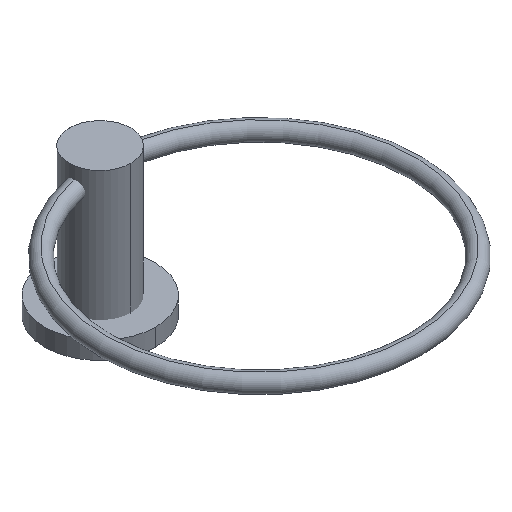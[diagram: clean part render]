
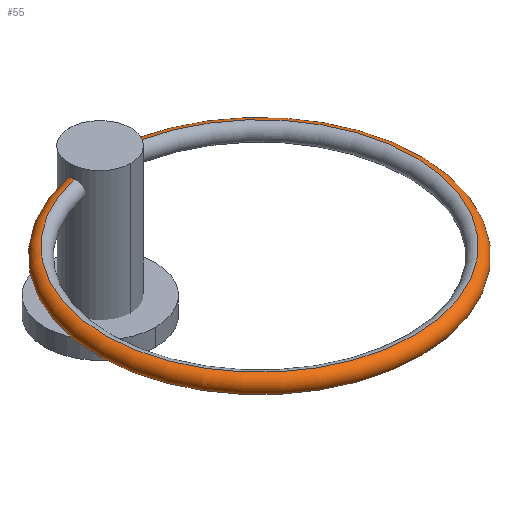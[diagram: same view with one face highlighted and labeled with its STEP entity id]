
A CAD part, isometric view. The second image highlights one B-rep face of the part: STEP entity #55.
In plain terms, the highlighted toroidal (fillet/blend) face has major radius 84.138 mm and minor radius 4.763 mm.
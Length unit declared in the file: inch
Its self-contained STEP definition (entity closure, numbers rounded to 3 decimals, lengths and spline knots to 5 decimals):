
#2=CARTESIAN_POINT('',(-0.1156,-0.00202,0.));
#3=DIRECTION('',(0.999,0.035,0.));
#4=DIRECTION('',(0.,0.,-1.));
#5=AXIS2_PLACEMENT_3D('',#2,#3,#4);
#7=CARTESIAN_POINT('',(0.1156,-0.00202,0.));
#8=DIRECTION('',(-0.999,0.035,0.));
#9=DIRECTION('',(0.,0.,1.));
#10=AXIS2_PLACEMENT_3D('',#7,#8,#9);
#12=CARTESIAN_POINT('',(0.,-3.3125,0.1875));
#13=DIRECTION('',(0.,0.,-1.));
#14=DIRECTION('',(0.035,0.999,0.));
#15=AXIS2_PLACEMENT_3D('',#12,#13,#14);
#22=CARTESIAN_POINT('',(0.,-3.3125,-0.1875));
#23=DIRECTION('',(0.,0.,1.));
#24=DIRECTION('',(-0.035,0.999,0.));
#25=AXIS2_PLACEMENT_3D('',#22,#23,#24);
#32=CARTESIAN_POINT('',(0.1156,-0.00202,0.1875));
#33=CARTESIAN_POINT('',(0.1156,-0.00202,-0.1875));
#34=VERTEX_POINT('',#32);
#35=VERTEX_POINT('',#33);
#36=CARTESIAN_POINT('',(-0.1156,-0.00202,-0.1875));
#37=CARTESIAN_POINT('',(-0.1156,-0.00202,0.1875));
#38=VERTEX_POINT('',#36);
#39=VERTEX_POINT('',#37);
#40=CARTESIAN_POINT('',(0.,-3.3125,0.));
#41=DIRECTION('',(0.,0.,-1.));
#42=DIRECTION('',(0.,-1.,0.));
#43=AXIS2_PLACEMENT_3D('',#40,#41,#42);
#44=TOROIDAL_SURFACE('',#43,3.3125,0.1875);
#46=ORIENTED_EDGE('',*,*,#45,.F.);
#48=ORIENTED_EDGE('',*,*,#47,.T.);
#50=ORIENTED_EDGE('',*,*,#49,.F.);
#52=ORIENTED_EDGE('',*,*,#51,.T.);
#53=EDGE_LOOP('',(#46,#48,#50,#52));
#54=FACE_OUTER_BOUND('',#53,.F.);
#55=ADVANCED_FACE('',(#54),#44,.T.);
#6=CIRCLE('',#5,0.1875);
#11=CIRCLE('',#10,0.1875);
#16=CIRCLE('',#15,3.3125);
#26=CIRCLE('',#25,3.3125);
#45=EDGE_CURVE('',#38,#35,#26,.T.);
#47=EDGE_CURVE('',#38,#39,#6,.T.);
#49=EDGE_CURVE('',#34,#39,#16,.T.);
#51=EDGE_CURVE('',#34,#35,#11,.T.);
